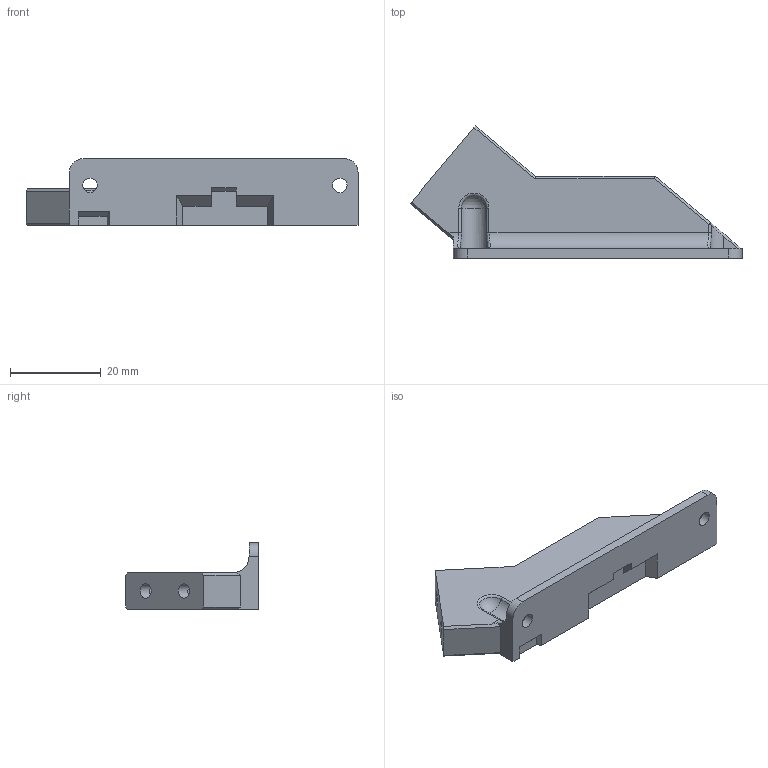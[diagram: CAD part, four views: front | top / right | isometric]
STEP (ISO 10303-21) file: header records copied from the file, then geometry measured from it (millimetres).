
FILE_DESCRIPTION(/* description */ (''),/* implementation_level */ '2;1');
FILE_NAME(/* name */ 'lcd_support_right_R4.1.step',/* time_stamp */ '2025-08-29T05:02:01-03:00',/* author */ (''),/* organization */ (''),/* preprocessor_version */ 'ST-DEVELOPER v20.1',/* originating_system */ 'Autodesk Translation Framework v14.10.0.0',/* authorisation */ '');
FILE_SCHEMA (('AUTOMOTIVE_DESIGN { 1 0 10303 214 3 1 1 }'));
Length unit declared in the file: millimetre
Products named in the file (1): xlcd_support_right_R4
Bounding box: 73.06 x 29.1 x 14.65 mm (x, y, z)
Volume: 9705.7 mm3; surface area: 4974.2 mm2
Topology: 1 solids, 1 shells, 115 faces, 319 edges, 209 vertices
Faces by surface type: plane 63, cylinder 31, bspline 19, torus 1, sphere 1
Full cylindrical faces by diameter (mm): 3.2 x6
Entity records: 4248 total; most frequent: CARTESIAN_POINT 1377, ORIENTED_EDGE 638, DIRECTION 503, EDGE_CURVE 319, LINE 211, VECTOR 211, VERTEX_POINT 209, AXIS2_PLACEMENT_3D 146
